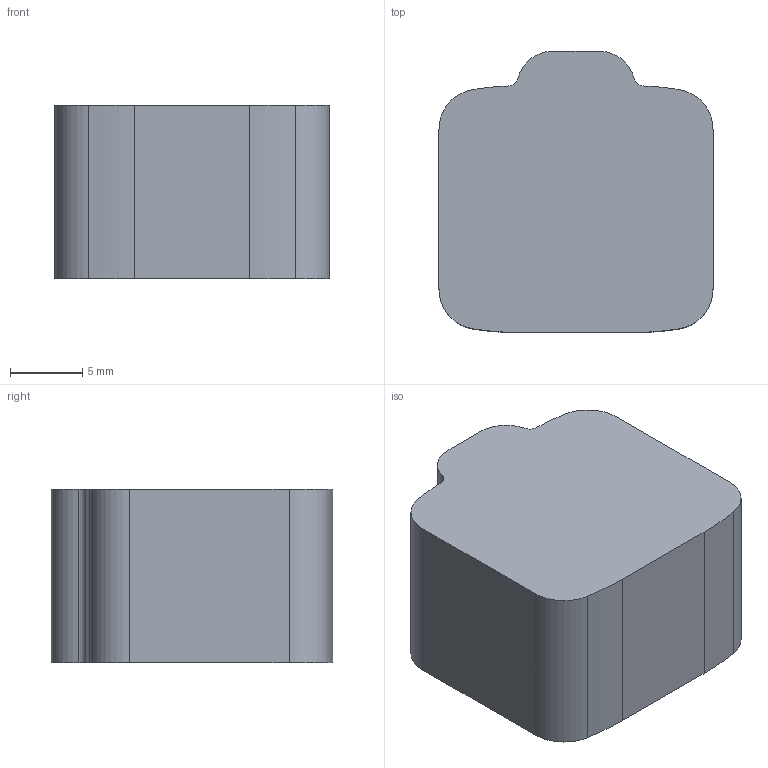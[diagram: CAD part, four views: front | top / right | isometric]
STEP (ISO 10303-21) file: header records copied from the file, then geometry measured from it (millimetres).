
FILE_DESCRIPTION((''),'2;1');
FILE_NAME('RN_121-04_E1','2023-06-05T15:42:32',('J_Laengerich'),(''),'CREO PARAMETRIC BY PTC INC, 2022281','CREO PARAMETRIC BY PTC INC, 2022281','');
FILE_SCHEMA(('AUTOMOTIVE_DESIGN { 1 0 10303 214 1 1 1 1 }'));
Length unit declared in the file: millimetre
Products named in the file (1): RN_121-04_E1
Bounding box: 19 x 19.5 x 12 mm (x, y, z)
Volume: 2115 mm3; surface area: 3277.9 mm2
Topology: 1 solids, 1 shells, 325 faces, 787 edges, 486 vertices
Faces by surface type: plane 146, cylinder 107, cone 48, bspline 16, torus 8
Entity records: 11982 total; most frequent: CARTESIAN_POINT 1870, DIRECTION 1713, ORIENTED_EDGE 1574, EDGE_CURVE 787, AXIS2_PLACEMENT_3D 619, VERTEX_POINT 486, VECTOR 475, LINE 475
